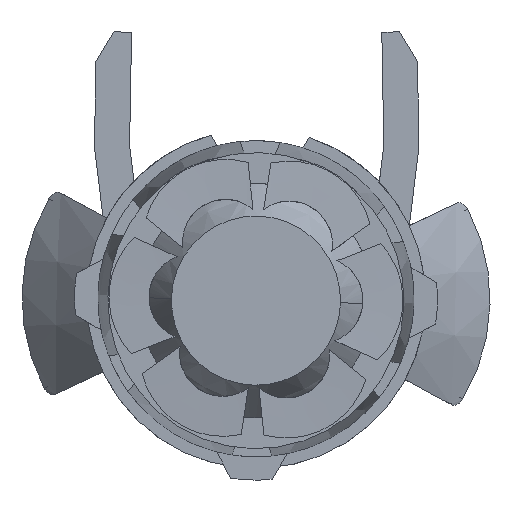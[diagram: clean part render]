
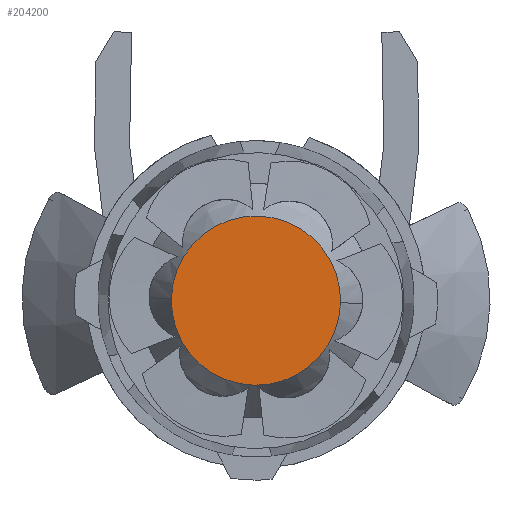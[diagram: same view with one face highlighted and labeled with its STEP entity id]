
A CAD part, front view. The second image highlights one B-rep face of the part: STEP entity #204200.
In plain terms, the highlighted face is planar.
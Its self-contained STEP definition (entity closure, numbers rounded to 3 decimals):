
#199020=CARTESIAN_POINT('',(40.148,34.258,
22.192));
#199030=VERTEX_POINT('',#199020);
#203840=CARTESIAN_POINT('',(43.039,34.183,
22.192));
#203850=VERTEX_POINT('',#203840);
#203880=CARTESIAN_POINT('',(41.593,34.22,
22.192));
#203890=DIRECTION('',(0.,0.,-1.));
#203900=DIRECTION('',(1.,-0.026,
0.));
#203910=AXIS2_PLACEMENT_3D('',#203880,#203890,#203900);
#203920=CIRCLE('',#203910,1.446);
#203930=CARTESIAN_POINT('',(42.128,35.564,
22.192));
#203940=VERTEX_POINT('',#203930);
#203950=EDGE_CURVE('',#203940,#203850,#203920,.T.);
#203970=EDGE_CURVE('',#199030,#203940,#203920,.T.);
#204090=CARTESIAN_POINT('',(39.414,33.226,
22.192));
#204100=DIRECTION('',(0.,0.,1.));
#204110=DIRECTION('',(-1.,0.026,
0.));
#204120=AXIS2_PLACEMENT_3D('',#204090,#204100,#204110);
#204130=PLANE('',#204120);
#204140=ORIENTED_EDGE('',*,*,#203950,.F.);
#204150=EDGE_CURVE('',#203850,#199030,#203920,.T.);
#204160=ORIENTED_EDGE('',*,*,#204150,.F.);
#204170=ORIENTED_EDGE('',*,*,#203970,.F.);
#204180=EDGE_LOOP('',(#204170,#204160,#204140));
#204190=FACE_OUTER_BOUND('',#204180,.T.);
#204200=ADVANCED_FACE('',(#204190),#204130,.T.);
